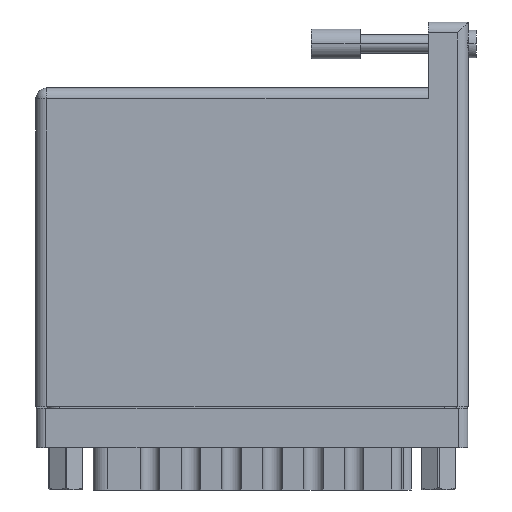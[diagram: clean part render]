
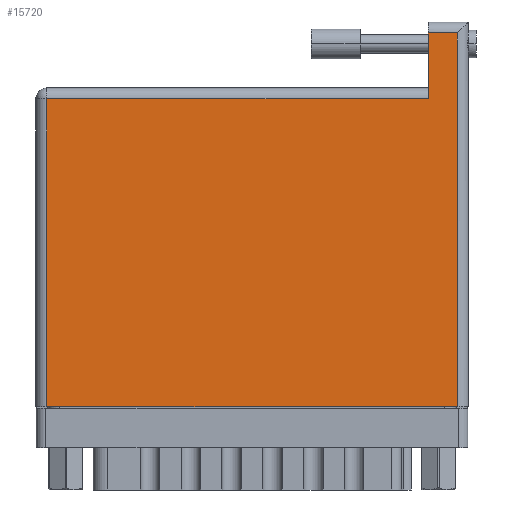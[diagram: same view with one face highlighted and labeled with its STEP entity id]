
A CAD part, front view. The second image highlights one B-rep face of the part: STEP entity #15720.
In plain terms, the highlighted face is planar.
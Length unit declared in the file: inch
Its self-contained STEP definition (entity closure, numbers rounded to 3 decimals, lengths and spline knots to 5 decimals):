
#1824 = ORIENTED_EDGE ( 'NONE', *, *, #74605, .T. ) ;
#2905 = CARTESIAN_POINT ( 'NONE',  ( 2.685, 0., 0. ) ) ;
#3131 = VECTOR ( 'NONE', #78476, 39.37008 ) ;
#7362 = CARTESIAN_POINT ( 'NONE',  ( 0., 2.03, 0. ) ) ;
#12039 = FACE_OUTER_BOUND ( 'NONE', #83200, .T. ) ;
#15720 = ADVANCED_FACE ( 'NONE', ( #12039 ), #53278, .F. ) ;
#16664 = ORIENTED_EDGE ( 'NONE', *, *, #93281, .T. ) ;
#16998 = EDGE_CURVE ( 'NONE', #90525, #52733, #75438, .T. ) ;
#17900 = VECTOR ( 'NONE', #66738, 39.37008 ) ;
#17934 = VECTOR ( 'NONE', #83355, 39.37008 ) ;
#26998 = CARTESIAN_POINT ( 'NONE',  ( 2.499, 1.96, 0. ) ) ;
#27728 = VERTEX_POINT ( 'NONE', #26998 ) ;
#27835 = CARTESIAN_POINT ( 'NONE',  ( 0.07, 0., 0. ) ) ;
#28528 = ORIENTED_EDGE ( 'NONE', *, *, #75852, .T. ) ;
#31571 = VECTOR ( 'NONE', #60242, 39.37008 ) ;
#32943 = VERTEX_POINT ( 'NONE', #2905 ) ;
#37682 = ORIENTED_EDGE ( 'NONE', *, *, #16998, .T. ) ;
#42993 = AXIS2_PLACEMENT_3D ( 'NONE', #7362, #52286, #44919 ) ;
#43574 = CARTESIAN_POINT ( 'NONE',  ( 0., 2.38, 0. ) ) ;
#44919 = DIRECTION ( 'NONE',  ( -1., 0., 0. ) ) ;
#45482 = CARTESIAN_POINT ( 'NONE',  ( 2.499, 2.38, 0. ) ) ;
#45661 = VECTOR ( 'NONE', #58364, 39.37008 ) ;
#47935 = CARTESIAN_POINT ( 'NONE',  ( 2.685, 2.45, 0. ) ) ;
#51724 = CARTESIAN_POINT ( 'NONE',  ( 0.07, 0., 0. ) ) ;
#51984 = LINE ( 'NONE', #90437, #31571 ) ;
#52286 = DIRECTION ( 'NONE',  ( 0., 0., -1. ) ) ;
#52733 = VERTEX_POINT ( 'NONE', #51724 ) ;
#53278 = PLANE ( 'NONE',  #42993 ) ;
#55060 = LINE ( 'NONE', #98429, #17934 ) ;
#57817 = EDGE_CURVE ( 'NONE', #73279, #85631, #84048, .T. ) ;
#58364 = DIRECTION ( 'NONE',  ( -1., 0., 0. ) ) ;
#60242 = DIRECTION ( 'NONE',  ( 1., 0., 0. ) ) ;
#64634 = EDGE_CURVE ( 'NONE', #52733, #32943, #51984, .T. ) ;
#65507 = LINE ( 'NONE', #92602, #71482 ) ;
#66738 = DIRECTION ( 'NONE',  ( 0., -1., 0. ) ) ;
#69114 = LINE ( 'NONE', #47935, #3131 ) ;
#71482 = VECTOR ( 'NONE', #76558, 39.37008 ) ;
#73279 = VERTEX_POINT ( 'NONE', #82305 ) ;
#74605 = EDGE_CURVE ( 'NONE', #85631, #27728, #55060, .T. ) ;
#75438 = LINE ( 'NONE', #27835, #17900 ) ;
#75852 = EDGE_CURVE ( 'NONE', #27728, #90525, #65507, .T. ) ;
#76558 = DIRECTION ( 'NONE',  ( -1., 0., 0. ) ) ;
#78476 = DIRECTION ( 'NONE',  ( 0., 1., 0. ) ) ;
#79026 = ORIENTED_EDGE ( 'NONE', *, *, #57817, .T. ) ;
#82305 = CARTESIAN_POINT ( 'NONE',  ( 2.685, 2.38, 0. ) ) ;
#83200 = EDGE_LOOP ( 'NONE', ( #1824, #28528, #37682, #87241, #16664, #79026 ) ) ;
#83355 = DIRECTION ( 'NONE',  ( 0., -1., 0. ) ) ;
#84048 = LINE ( 'NONE', #43574, #45661 ) ;
#85631 = VERTEX_POINT ( 'NONE', #45482 ) ;
#87241 = ORIENTED_EDGE ( 'NONE', *, *, #64634, .T. ) ;
#90437 = CARTESIAN_POINT ( 'NONE',  ( 0., 0., 0. ) ) ;
#90525 = VERTEX_POINT ( 'NONE', #94150 ) ;
#92602 = CARTESIAN_POINT ( 'NONE',  ( 0., 1.96, 0. ) ) ;
#93281 = EDGE_CURVE ( 'NONE', #32943, #73279, #69114, .T. ) ;
#94150 = CARTESIAN_POINT ( 'NONE',  ( 0.07, 1.96, 0. ) ) ;
#98429 = CARTESIAN_POINT ( 'NONE',  ( 2.499, 2.45, 0. ) ) ;
